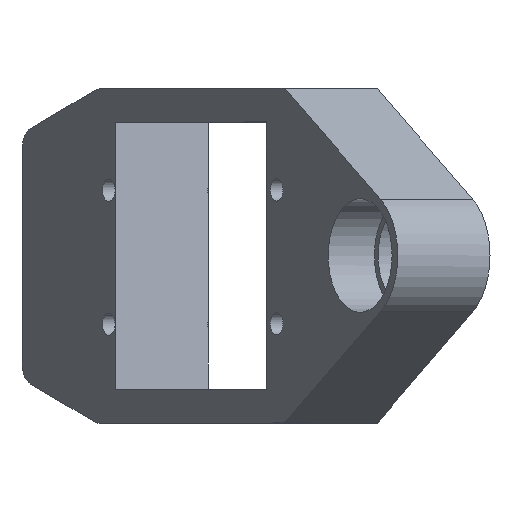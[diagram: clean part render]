
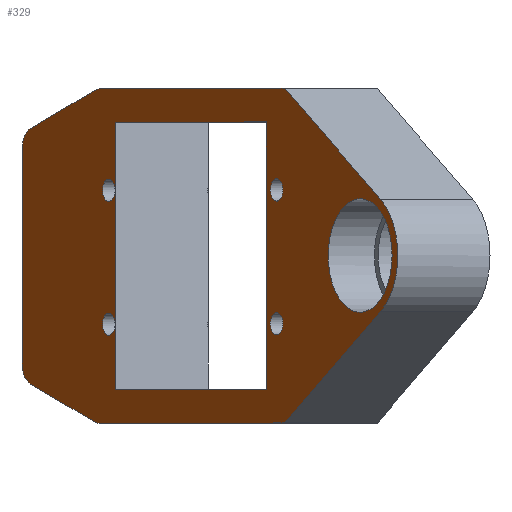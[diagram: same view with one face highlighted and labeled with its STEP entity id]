
A CAD part, top view. The second image highlights one B-rep face of the part: STEP entity #329.
In plain terms, the highlighted planar face has unit normal (-0.827, 0, 0.562).
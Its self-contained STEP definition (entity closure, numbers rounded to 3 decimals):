
#32=CARTESIAN_POINT('',(5.476,5.024,0.246));
#33=VERTEX_POINT('',#32);
#50=CARTESIAN_POINT('',(-3.105,15.,-12.397));
#51=VERTEX_POINT('',#50);
#58=CARTESIAN_POINT('',(-3.105,15.,-12.397));
#59=DIRECTION('',(0.47,-0.547,0.693));
#60=VECTOR('',#59,18.248);
#61=LINE('',#58,#60);
#62=EDGE_CURVE('',#51,#33,#61,.T.);
#72=CARTESIAN_POINT('',(5.476,-5.024,0.246));
#73=VERTEX_POINT('',#72);
#90=CARTESIAN_POINT('',(3.634,0.,-2.468));
#91=DIRECTION('',(0.827,0.,-0.562));
#92=DIRECTION('',(-0.562,0.,-0.827));
#93=AXIS2_PLACEMENT_3D('',#90,#91,#92);
#94=CIRCLE('',#93,6.);
#95=EDGE_CURVE('',#33,#73,#94,.T.);
#105=CARTESIAN_POINT('',(-3.105,-15.,-12.397));
#106=VERTEX_POINT('',#105);
#122=CARTESIAN_POINT('',(-3.105,-15.,-12.397));
#123=DIRECTION('',(0.47,0.547,0.693));
#124=VECTOR('',#123,18.248);
#125=LINE('',#122,#124);
#126=EDGE_CURVE('',#106,#73,#125,.T.);
#138=CARTESIAN_POINT('',(0.77,-0.,-6.688));
#139=VERTEX_POINT('',#138);
#154=CARTESIAN_POINT('',(3.634,0.,-2.468));
#155=DIRECTION('',(0.827,0.,-0.562));
#156=DIRECTION('',(-0.562,0.,-0.827));
#157=AXIS2_PLACEMENT_3D('',#154,#155,#156);
#158=CIRCLE('',#157,5.1);
#159=EDGE_CURVE('',#139,#139,#158,.T.);
#164=CARTESIAN_POINT('',(3.635,0.,-2.467));
#165=DIRECTION('',(0.827,0.,-0.562));
#166=DIRECTION('',(0.,1.,0.));
#167=AXIS2_PLACEMENT_3D('',#164,#165,#166);
#168=PLANE('',#167);
#169=CARTESIAN_POINT('',(-3.293,5.9,-12.674));
#170=VERTEX_POINT('',#169);
#171=CARTESIAN_POINT('',(-3.855,5.9,-13.501));
#172=DIRECTION('',(-0.827,0.,0.562));
#173=DIRECTION('',(0.562,0.,0.827));
#174=AXIS2_PLACEMENT_3D('',#171,#172,#173);
#175=CIRCLE('',#174,1.);
#176=EDGE_CURVE('',#170,#170,#175,.T.);
#177=ORIENTED_EDGE('',*,*,#176,.F.);
#178=EDGE_LOOP('',(#177));
#179=FACE_BOUND('',#178,.T.);
#180=CARTESIAN_POINT('',(-3.293,-6.1,-12.674));
#181=VERTEX_POINT('',#180);
#182=CARTESIAN_POINT('',(-3.855,-6.1,-13.501));
#183=DIRECTION('',(-0.827,0.,0.562));
#184=DIRECTION('',(0.562,0.,0.827));
#185=AXIS2_PLACEMENT_3D('',#182,#183,#184);
#186=CIRCLE('',#185,1.);
#187=EDGE_CURVE('',#181,#181,#186,.T.);
#188=ORIENTED_EDGE('',*,*,#187,.F.);
#189=EDGE_LOOP('',(#188));
#190=FACE_BOUND('',#189,.T.);
#191=CARTESIAN_POINT('',(-18.343,-6.1,-34.849));
#192=VERTEX_POINT('',#191);
#193=CARTESIAN_POINT('',(-18.905,-6.1,-35.676));
#194=DIRECTION('',(-0.827,0.,0.562));
#195=DIRECTION('',(0.562,0.,0.827));
#196=AXIS2_PLACEMENT_3D('',#193,#194,#195);
#197=CIRCLE('',#196,1.);
#198=EDGE_CURVE('',#192,#192,#197,.T.);
#199=ORIENTED_EDGE('',*,*,#198,.F.);
#200=EDGE_LOOP('',(#199));
#201=FACE_BOUND('',#200,.T.);
#202=CARTESIAN_POINT('',(-18.343,5.9,-34.849));
#203=VERTEX_POINT('',#202);
#204=CARTESIAN_POINT('',(-18.905,5.9,-35.676));
#205=DIRECTION('',(-0.827,0.,0.562));
#206=DIRECTION('',(0.562,0.,0.827));
#207=AXIS2_PLACEMENT_3D('',#204,#205,#206);
#208=CIRCLE('',#207,1.);
#209=EDGE_CURVE('',#203,#203,#208,.T.);
#210=ORIENTED_EDGE('',*,*,#209,.F.);
#211=EDGE_LOOP('',(#210));
#212=FACE_BOUND('',#211,.T.);
#213=ORIENTED_EDGE('',*,*,#62,.F.);
#214=CARTESIAN_POINT('',(-19.77,15.,-36.951));
#215=VERTEX_POINT('',#214);
#216=CARTESIAN_POINT('',(-19.77,15.,-36.951));
#217=DIRECTION('',(0.562,0.,0.827));
#218=VECTOR('',#217,29.675);
#219=LINE('',#216,#218);
#220=EDGE_CURVE('',#215,#51,#219,.T.);
#221=ORIENTED_EDGE('',*,*,#220,.F.);
#222=CARTESIAN_POINT('',(-20.126,14.897,-37.475));
#223=VERTEX_POINT('',#222);
#224=CARTESIAN_POINT('',(-19.77,13.,-36.951));
#225=DIRECTION('',(-0.827,-0.,0.562));
#226=DIRECTION('',(-0.562,0.,-0.827));
#227=AXIS2_PLACEMENT_3D('',#224,#225,#226);
#228=CIRCLE('',#227,2.);
#229=EDGE_CURVE('',#215,#223,#228,.T.);
#230=ORIENTED_EDGE('',*,*,#229,.T.);
#231=CARTESIAN_POINT('',(-25.924,11.456,-46.017));
#232=VERTEX_POINT('',#231);
#233=CARTESIAN_POINT('',(-25.924,11.456,-46.017));
#234=DIRECTION('',(0.533,0.316,0.785));
#235=VECTOR('',#234,10.883);
#236=LINE('',#233,#235);
#237=EDGE_CURVE('',#232,#223,#236,.T.);
#238=ORIENTED_EDGE('',*,*,#237,.F.);
#239=CARTESIAN_POINT('',(-26.692,9.558,-47.149));
#240=VERTEX_POINT('',#239);
#241=CARTESIAN_POINT('',(-25.569,9.558,-45.494));
#242=DIRECTION('',(-0.827,-0.,0.562));
#243=DIRECTION('',(-0.562,0.,-0.827));
#244=AXIS2_PLACEMENT_3D('',#241,#242,#243);
#245=CIRCLE('',#244,2.);
#246=EDGE_CURVE('',#232,#240,#245,.T.);
#247=ORIENTED_EDGE('',*,*,#246,.T.);
#248=CARTESIAN_POINT('',(-26.692,-9.558,-47.149));
#249=VERTEX_POINT('',#248);
#250=CARTESIAN_POINT('',(-26.692,-9.558,-47.149));
#251=DIRECTION('',(0.,1.,0.));
#252=VECTOR('',#251,19.117);
#253=LINE('',#250,#252);
#254=EDGE_CURVE('',#249,#240,#253,.T.);
#255=ORIENTED_EDGE('',*,*,#254,.F.);
#256=CARTESIAN_POINT('',(-25.924,-11.456,-46.017));
#257=VERTEX_POINT('',#256);
#258=CARTESIAN_POINT('',(-25.569,-9.558,-45.494));
#259=DIRECTION('',(-0.827,-0.,0.562));
#260=DIRECTION('',(-0.562,0.,-0.827));
#261=AXIS2_PLACEMENT_3D('',#258,#259,#260);
#262=CIRCLE('',#261,2.);
#263=EDGE_CURVE('',#249,#257,#262,.T.);
#264=ORIENTED_EDGE('',*,*,#263,.T.);
#265=CARTESIAN_POINT('',(-20.126,-14.897,-37.475));
#266=VERTEX_POINT('',#265);
#267=CARTESIAN_POINT('',(-25.924,-11.456,-46.017));
#268=DIRECTION('',(0.533,-0.316,0.785));
#269=VECTOR('',#268,10.883);
#270=LINE('',#267,#269);
#271=EDGE_CURVE('',#257,#266,#270,.T.);
#272=ORIENTED_EDGE('',*,*,#271,.T.);
#273=CARTESIAN_POINT('',(-19.77,-15.,-36.951));
#274=VERTEX_POINT('',#273);
#275=CARTESIAN_POINT('',(-19.77,-13.,-36.951));
#276=DIRECTION('',(-0.827,-0.,0.562));
#277=DIRECTION('',(-0.562,0.,-0.827));
#278=AXIS2_PLACEMENT_3D('',#275,#276,#277);
#279=CIRCLE('',#278,2.);
#280=EDGE_CURVE('',#266,#274,#279,.T.);
#281=ORIENTED_EDGE('',*,*,#280,.T.);
#282=CARTESIAN_POINT('',(-19.77,-15.,-36.951));
#283=DIRECTION('',(0.562,0.,0.827));
#284=VECTOR('',#283,29.675);
#285=LINE('',#282,#284);
#286=EDGE_CURVE('',#274,#106,#285,.T.);
#287=ORIENTED_EDGE('',*,*,#286,.T.);
#288=ORIENTED_EDGE('',*,*,#126,.T.);
#289=ORIENTED_EDGE('',*,*,#95,.F.);
#290=EDGE_LOOP('',(#213,#221,#230,#238,#247,#255,#264,#272,#281,#287,#288,#289));
#291=FACE_BOUND('',#290,.T.);
#292=ORIENTED_EDGE('',*,*,#159,.T.);
#293=EDGE_LOOP('',(#292));
#294=FACE_BOUND('',#293,.T.);
#295=CARTESIAN_POINT('',(-4.79,-12.,-14.879));
#296=VERTEX_POINT('',#295);
#297=CARTESIAN_POINT('',(-4.79,12.,-14.879));
#298=VERTEX_POINT('',#297);
#299=CARTESIAN_POINT('',(-4.79,-12.,-14.879));
#300=DIRECTION('',(0.,1.,0.));
#301=VECTOR('',#300,24.);
#302=LINE('',#299,#301);
#303=EDGE_CURVE('',#296,#298,#302,.T.);
#304=ORIENTED_EDGE('',*,*,#303,.F.);
#305=CARTESIAN_POINT('',(-18.268,-12.,-34.738));
#306=VERTEX_POINT('',#305);
#307=CARTESIAN_POINT('',(-18.268,-12.,-34.738));
#308=DIRECTION('',(0.562,0.,0.827));
#309=VECTOR('',#308,24.);
#310=LINE('',#307,#309);
#311=EDGE_CURVE('',#306,#296,#310,.T.);
#312=ORIENTED_EDGE('',*,*,#311,.F.);
#313=CARTESIAN_POINT('',(-18.268,12.,-34.738));
#314=VERTEX_POINT('',#313);
#315=CARTESIAN_POINT('',(-18.268,12.,-34.738));
#316=DIRECTION('',(0.,-1.,0.));
#317=VECTOR('',#316,24.);
#318=LINE('',#315,#317);
#319=EDGE_CURVE('',#314,#306,#318,.T.);
#320=ORIENTED_EDGE('',*,*,#319,.F.);
#321=CARTESIAN_POINT('',(-4.79,12.,-14.879));
#322=DIRECTION('',(-0.562,-0.,-0.827));
#323=VECTOR('',#322,24.);
#324=LINE('',#321,#323);
#325=EDGE_CURVE('',#298,#314,#324,.T.);
#326=ORIENTED_EDGE('',*,*,#325,.F.);
#327=EDGE_LOOP('',(#304,#312,#320,#326));
#328=FACE_BOUND('',#327,.T.);
#329=ADVANCED_FACE('',(#179,#190,#201,#212,#291,#294,#328),#168,.F.);
